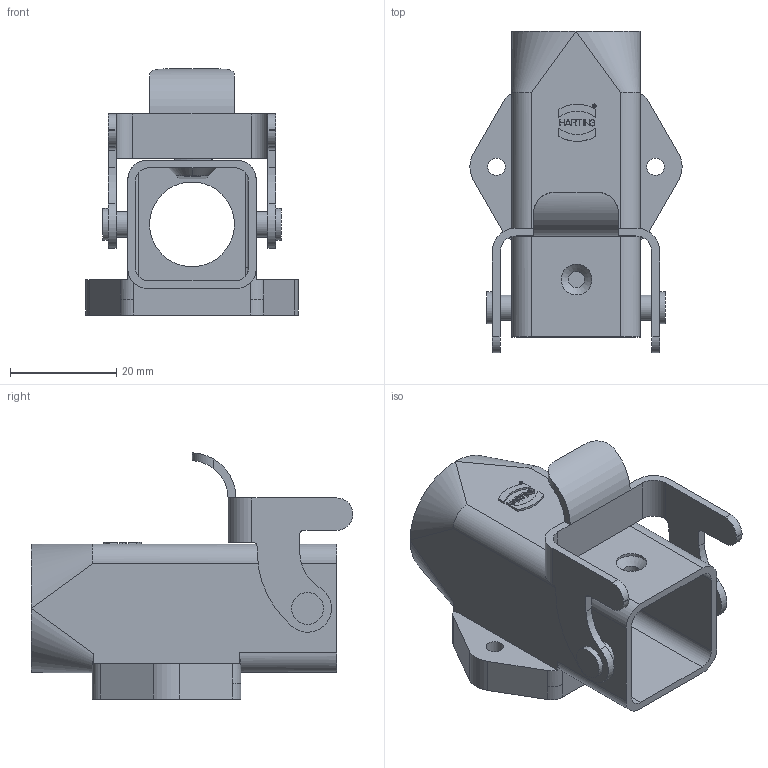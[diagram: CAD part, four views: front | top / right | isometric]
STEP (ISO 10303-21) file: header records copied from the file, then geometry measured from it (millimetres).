
FILE_DESCRIPTION(/* description */ (''),/* implementation_level */ '2;1');
FILE_NAME(/* name */ '100170040ugm000_b.stp',/* time_stamp */ '2017-11-03T15:39:04+01:00',/* author */ (''),/* organization */ (''),/* preprocessor_version */ 'ST-DEVELOPER v16',/* originating_system */ 'SIEMENS PLM Software NX 10.0',/* authorisation */ '');
FILE_SCHEMA (('AUTOMOTIVE_DESIGN { 1 0 10303 214 3 1 1 1 }'));
Length unit declared in the file: millimetre
Products named in the file (1): 100170040ugm000_b
Bounding box: 40 x 60.6 x 46.39 mm (x, y, z)
Volume: 13247.3 mm3; surface area: 13620.5 mm2
Topology: 1 solids, 1 shells, 222 faces, 586 edges, 389 vertices
Faces by surface type: plane 144, cylinder 70, bspline 6, cone 2
Full cylindrical faces by diameter (mm): 0.665 x1, 0.735 x1, 3.05 x1, 3.3 x2, 4.8 x2, 5.8 x1, 6 x2, 16 x1, 20 x1
Entity records: 7757 total; most frequent: CARTESIAN_POINT 1495, ORIENTED_EDGE 1142, DIRECTION 1088, EDGE_CURVE 571, LINE 404, VECTOR 404, VERTEX_POINT 385, AXIS2_PLACEMENT_3D 342
